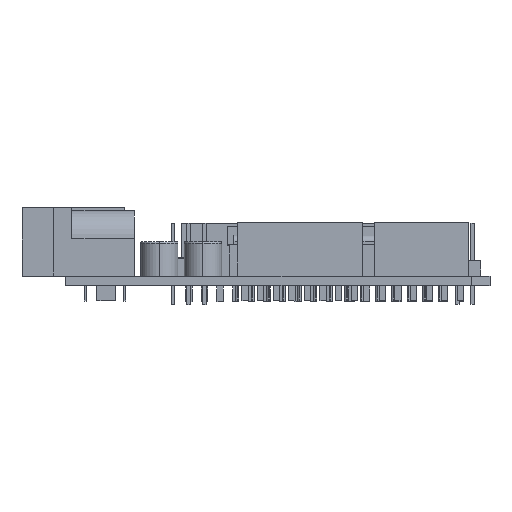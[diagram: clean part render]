
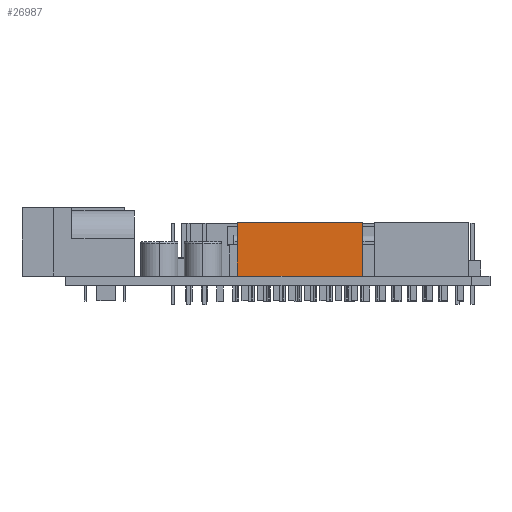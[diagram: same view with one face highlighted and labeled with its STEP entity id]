
A CAD part, top view. The second image highlights one B-rep face of the part: STEP entity #26987.
In plain terms, the highlighted planar face has unit normal (0, 0, 1).
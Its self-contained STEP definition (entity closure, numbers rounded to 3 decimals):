
#191 = EDGE_CURVE ( 'NONE', #27305, #37587, #10260, .T. ) ;
#377 = AXIS2_PLACEMENT_3D ( 'NONE', #14533, #37563, #17861 ) ;
#786 = ORIENTED_EDGE ( 'NONE', *, *, #11990, .F. ) ;
#1089 = CARTESIAN_POINT ( 'NONE',  ( -6.5, 1.5, 25.5 ) ) ;
#1263 = PLANE ( 'NONE',  #377 ) ;
#2468 = VECTOR ( 'NONE', #12618, 1000. ) ;
#4175 = VECTOR ( 'NONE', #30787, 1000. ) ;
#4445 = ORIENTED_EDGE ( 'NONE', *, *, #191, .T. ) ;
#6238 = DIRECTION ( 'NONE',  ( 0., -1., 0. ) ) ;
#6949 = CARTESIAN_POINT ( 'NONE',  ( -6.5, 10., 25.5 ) ) ;
#10260 = LINE ( 'NONE', #6949, #35506 ) ;
#10707 = EDGE_CURVE ( 'NONE', #27305, #14000, #16732, .T. ) ;
#10894 = VERTEX_POINT ( 'NONE', #20761 ) ;
#11026 = CARTESIAN_POINT ( 'NONE',  ( -6.5, 1.5, 25.5 ) ) ;
#11272 = LINE ( 'NONE', #29073, #2468 ) ;
#11870 = EDGE_LOOP ( 'NONE', ( #28108, #786, #14190, #4445 ) ) ;
#11990 = EDGE_CURVE ( 'NONE', #14000, #10894, #11272, .T. ) ;
#12618 = DIRECTION ( 'NONE',  ( 0., -1., 0. ) ) ;
#13409 = EDGE_CURVE ( 'NONE', #37587, #10894, #21704, .T. ) ;
#14000 = VERTEX_POINT ( 'NONE', #15889 ) ;
#14190 = ORIENTED_EDGE ( 'NONE', *, *, #10707, .F. ) ;
#14533 = CARTESIAN_POINT ( 'NONE',  ( -6.5, 10., 25.5 ) ) ;
#15889 = CARTESIAN_POINT ( 'NONE',  ( 13.5, 10., 25.5 ) ) ;
#16454 = CARTESIAN_POINT ( 'NONE',  ( -6.5, 10., 25.5 ) ) ;
#16732 = LINE ( 'NONE', #16454, #24452 ) ;
#17861 = DIRECTION ( 'NONE',  ( -1., 0., 0. ) ) ;
#20761 = CARTESIAN_POINT ( 'NONE',  ( 13.5, 1.5, 25.5 ) ) ;
#21704 = LINE ( 'NONE', #11026, #4175 ) ;
#24452 = VECTOR ( 'NONE', #32905, 1000. ) ;
#26987 = ADVANCED_FACE ( 'NONE', ( #31028 ), #1263, .F. ) ;
#27305 = VERTEX_POINT ( 'NONE', #29061 ) ;
#28108 = ORIENTED_EDGE ( 'NONE', *, *, #13409, .T. ) ;
#29061 = CARTESIAN_POINT ( 'NONE',  ( -6.5, 10., 25.5 ) ) ;
#29073 = CARTESIAN_POINT ( 'NONE',  ( 13.5, 10., 25.5 ) ) ;
#30787 = DIRECTION ( 'NONE',  ( 1., 0., 0. ) ) ;
#31028 = FACE_OUTER_BOUND ( 'NONE', #11870, .T. ) ;
#32905 = DIRECTION ( 'NONE',  ( 1., 0., 0. ) ) ;
#35506 = VECTOR ( 'NONE', #6238, 1000. ) ;
#37563 = DIRECTION ( 'NONE',  ( 0., 0., -1. ) ) ;
#37587 = VERTEX_POINT ( 'NONE', #1089 ) ;
